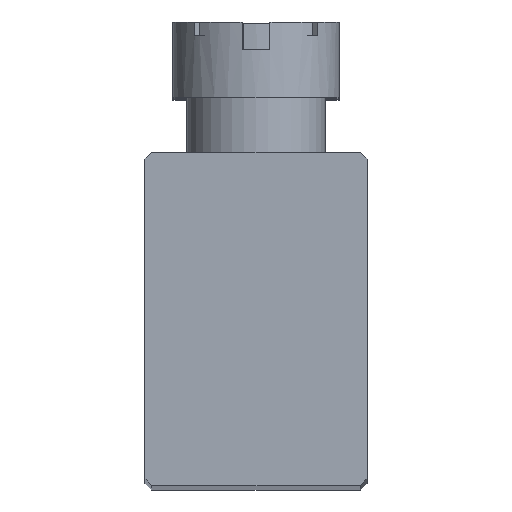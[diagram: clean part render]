
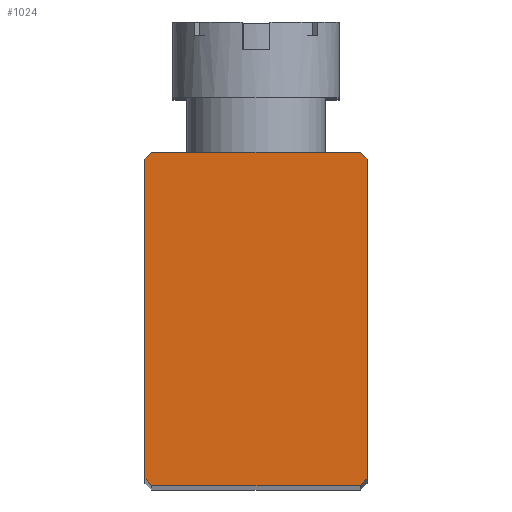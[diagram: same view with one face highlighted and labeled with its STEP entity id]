
A CAD part, top view. The second image highlights one B-rep face of the part: STEP entity #1024.
In plain terms, the highlighted planar face has unit normal (0, 0, 1).
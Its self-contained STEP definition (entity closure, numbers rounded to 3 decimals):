
#70 = EDGE_LOOP ( 'NONE', ( #4231, #4264, #4395, #4496, #4558, #4684, #4779, #4969 ) ) ;
#130 = VECTOR ( 'NONE', #4948, 1000. ) ;
#749 = CARTESIAN_POINT ( 'NONE',  ( -4., 6., 45.5 ) ) ;
#914 = LINE ( 'NONE', #749, #1924 ) ;
#1024 = ADVANCED_FACE ( 'NONE', ( #5722 ), #2728, .T. ) ;
#1064 = CARTESIAN_POINT ( 'NONE',  ( -0.125, -9.875, 45.5 ) ) ;
#1147 = VECTOR ( 'NONE', #3254, 1000. ) ;
#1458 = CARTESIAN_POINT ( 'NONE',  ( 5.875, 3.875, 45.5 ) ) ;
#1475 = VERTEX_POINT ( 'NONE', #1844 ) ;
#1615 = EDGE_CURVE ( 'NONE', #1475, #4172, #3597, .T. ) ;
#1664 = DIRECTION ( 'NONE',  ( -0.707, -0.707, 0. ) ) ;
#1737 = CARTESIAN_POINT ( 'NONE',  ( 3.75, 6., 45.5 ) ) ;
#1844 = CARTESIAN_POINT ( 'NONE',  ( -3.75, 6., 45.5 ) ) ;
#1924 = VECTOR ( 'NONE', #3651, 1000. ) ;
#2128 = EDGE_CURVE ( 'NONE', #2783, #1475, #914, .T. ) ;
#2229 = CARTESIAN_POINT ( 'NONE',  ( 3.75, -6., 45.5 ) ) ;
#2304 = CARTESIAN_POINT ( 'NONE',  ( -4., 6., 45.5 ) ) ;
#2338 = EDGE_CURVE ( 'NONE', #3208, #5252, #5107, .T. ) ;
#2471 = LINE ( 'NONE', #4967, #1147 ) ;
#2524 = DIRECTION ( 'NONE',  ( 0., 1., 0. ) ) ;
#2529 = EDGE_CURVE ( 'NONE', #4172, #4107, #5647, .T. ) ;
#2638 = LINE ( 'NONE', #4540, #130 ) ;
#2728 = PLANE ( 'NONE',  #4593 ) ;
#2783 = VERTEX_POINT ( 'NONE', #1737 ) ;
#3009 = EDGE_CURVE ( 'NONE', #4508, #2783, #5399, .T. ) ;
#3013 = VECTOR ( 'NONE', #4377, 1000. ) ;
#3020 = EDGE_CURVE ( 'NONE', #5252, #4508, #5822, .T. ) ;
#3208 = VERTEX_POINT ( 'NONE', #2229 ) ;
#3210 = DIRECTION ( 'NONE',  ( 1., 0., 0. ) ) ;
#3250 = EDGE_CURVE ( 'NONE', #4381, #3208, #2638, .T. ) ;
#3254 = DIRECTION ( 'NONE',  ( 0.707, -0.707, 0. ) ) ;
#3267 = EDGE_CURVE ( 'NONE', #4107, #4381, #2471, .T. ) ;
#3366 = CARTESIAN_POINT ( 'NONE',  ( 4., -5.75, 45.5 ) ) ;
#3597 = LINE ( 'NONE', #4484, #4984 ) ;
#3651 = DIRECTION ( 'NONE',  ( -1., 0., 0. ) ) ;
#3659 = CARTESIAN_POINT ( 'NONE',  ( 4., 5.75, 45.5 ) ) ;
#3869 = CARTESIAN_POINT ( 'NONE',  ( 4., 6., 45.5 ) ) ;
#3958 = CARTESIAN_POINT ( 'NONE',  ( -3.75, -6., 45.5 ) ) ;
#4107 = VERTEX_POINT ( 'NONE', #5108 ) ;
#4172 = VERTEX_POINT ( 'NONE', #4747 ) ;
#4231 = ORIENTED_EDGE ( 'NONE', *, *, #2529, .T. ) ;
#4264 = ORIENTED_EDGE ( 'NONE', *, *, #3267, .T. ) ;
#4377 = DIRECTION ( 'NONE',  ( 0.707, 0.707, 0. ) ) ;
#4381 = VERTEX_POINT ( 'NONE', #3958 ) ;
#4395 = ORIENTED_EDGE ( 'NONE', *, *, #3250, .T. ) ;
#4410 = VECTOR ( 'NONE', #4974, 1000. ) ;
#4473 = CARTESIAN_POINT ( 'NONE',  ( -4., -6., 45.5 ) ) ;
#4484 = CARTESIAN_POINT ( 'NONE',  ( -9.875, -0.125, 45.5 ) ) ;
#4496 = ORIENTED_EDGE ( 'NONE', *, *, #2338, .T. ) ;
#4508 = VERTEX_POINT ( 'NONE', #3659 ) ;
#4540 = CARTESIAN_POINT ( 'NONE',  ( -4., -6., 45.5 ) ) ;
#4558 = ORIENTED_EDGE ( 'NONE', *, *, #3020, .T. ) ;
#4593 = AXIS2_PLACEMENT_3D ( 'NONE', #4473, #5758, #3210 ) ;
#4684 = ORIENTED_EDGE ( 'NONE', *, *, #3009, .T. ) ;
#4745 = DIRECTION ( 'NONE',  ( -0.707, 0.707, 0. ) ) ;
#4747 = CARTESIAN_POINT ( 'NONE',  ( -4., 5.75, 45.5 ) ) ;
#4779 = ORIENTED_EDGE ( 'NONE', *, *, #2128, .T. ) ;
#4948 = DIRECTION ( 'NONE',  ( 1., 0., 0. ) ) ;
#4967 = CARTESIAN_POINT ( 'NONE',  ( -3.875, -5.875, 45.5 ) ) ;
#4969 = ORIENTED_EDGE ( 'NONE', *, *, #1615, .T. ) ;
#4974 = DIRECTION ( 'NONE',  ( 0., -1., 0. ) ) ;
#4984 = VECTOR ( 'NONE', #1664, 1000. ) ;
#5107 = LINE ( 'NONE', #1064, #3013 ) ;
#5108 = CARTESIAN_POINT ( 'NONE',  ( -4., -5.75, 45.5 ) ) ;
#5252 = VERTEX_POINT ( 'NONE', #3366 ) ;
#5277 = VECTOR ( 'NONE', #2524, 1000. ) ;
#5399 = LINE ( 'NONE', #1458, #5547 ) ;
#5547 = VECTOR ( 'NONE', #4745, 1000. ) ;
#5647 = LINE ( 'NONE', #2304, #4410 ) ;
#5722 = FACE_OUTER_BOUND ( 'NONE', #70, .T. ) ;
#5758 = DIRECTION ( 'NONE',  ( 0., 0., 1. ) ) ;
#5822 = LINE ( 'NONE', #3869, #5277 ) ;
